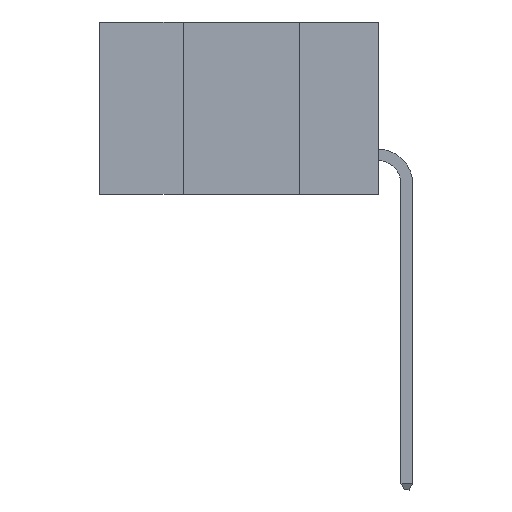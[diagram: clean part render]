
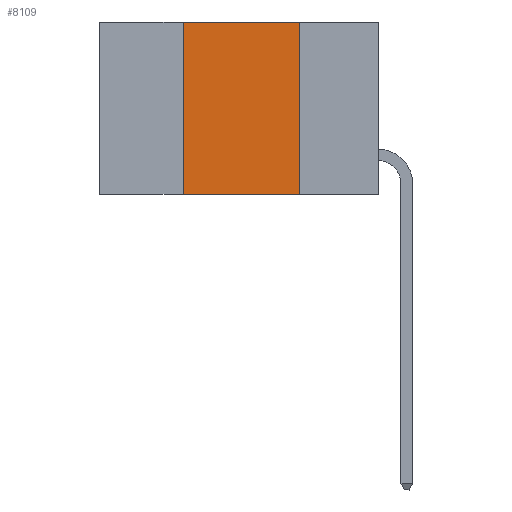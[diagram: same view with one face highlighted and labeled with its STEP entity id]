
A CAD part, left-side view. The second image highlights one B-rep face of the part: STEP entity #8109.
In plain terms, the highlighted planar face has unit normal (-1, 0, 0).
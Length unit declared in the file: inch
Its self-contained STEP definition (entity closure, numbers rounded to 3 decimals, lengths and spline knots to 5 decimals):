
#1 = EDGE_CURVE ( 'NONE', #8984, #1833, #5694, .T. ) ;
#6 = VECTOR ( 'NONE', #8974, 39.37008 ) ;
#46 = PLANE ( 'NONE',  #2242 ) ;
#303 = VERTEX_POINT ( 'NONE', #4671 ) ;
#665 = CARTESIAN_POINT ( 'NONE',  ( 0., 0.42, 0. ) ) ;
#893 = VERTEX_POINT ( 'NONE', #665 ) ;
#901 = EDGE_LOOP ( 'NONE', ( #8171, #2761, #4231, #2321 ) ) ;
#1712 = CARTESIAN_POINT ( 'NONE',  ( 0., 0.6, -0.37 ) ) ;
#1739 = DIRECTION ( 'NONE',  ( 0., -1., 0. ) ) ;
#1833 = VERTEX_POINT ( 'NONE', #7439 ) ;
#2189 = DIRECTION ( 'NONE',  ( 1., 0., 0. ) ) ;
#2242 = AXIS2_PLACEMENT_3D ( 'NONE', #6889, #2189, #2254 ) ;
#2254 = DIRECTION ( 'NONE',  ( 0., 0., -1. ) ) ;
#2321 = ORIENTED_EDGE ( 'NONE', *, *, #1, .T. ) ;
#2586 = DIRECTION ( 'NONE',  ( 0., -1., 0. ) ) ;
#2679 = CARTESIAN_POINT ( 'NONE',  ( 0., 0.42, 0. ) ) ;
#2761 = ORIENTED_EDGE ( 'NONE', *, *, #8356, .F. ) ;
#3239 = CARTESIAN_POINT ( 'NONE',  ( 0., 0.6, 0. ) ) ;
#3634 = CARTESIAN_POINT ( 'NONE',  ( 0., 0.17, 0. ) ) ;
#3933 = FACE_OUTER_BOUND ( 'NONE', #901, .T. ) ;
#4231 = ORIENTED_EDGE ( 'NONE', *, *, #7103, .F. ) ;
#4671 = CARTESIAN_POINT ( 'NONE',  ( 0., 0.17, 0. ) ) ;
#5163 = VECTOR ( 'NONE', #2586, 39.37008 ) ;
#5639 = LINE ( 'NONE', #3239, #5163 ) ;
#5694 = LINE ( 'NONE', #1712, #7771 ) ;
#6645 = VECTOR ( 'NONE', #8848, 39.37008 ) ;
#6811 = CARTESIAN_POINT ( 'NONE',  ( 0., 0.42, -0.37 ) ) ;
#6887 = LINE ( 'NONE', #3634, #6 ) ;
#6889 = CARTESIAN_POINT ( 'NONE',  ( 0., 0.6, 0. ) ) ;
#7103 = EDGE_CURVE ( 'NONE', #8984, #893, #8800, .T. ) ;
#7439 = CARTESIAN_POINT ( 'NONE',  ( 0., 0.17, -0.37 ) ) ;
#7771 = VECTOR ( 'NONE', #1739, 39.37008 ) ;
#8109 = ADVANCED_FACE ( 'NONE', ( #3933 ), #46, .F. ) ;
#8171 = ORIENTED_EDGE ( 'NONE', *, *, #9445, .F. ) ;
#8356 = EDGE_CURVE ( 'NONE', #893, #303, #5639, .T. ) ;
#8800 = LINE ( 'NONE', #2679, #6645 ) ;
#8848 = DIRECTION ( 'NONE',  ( 0., 0., 1. ) ) ;
#8974 = DIRECTION ( 'NONE',  ( 0., 0., -1. ) ) ;
#8984 = VERTEX_POINT ( 'NONE', #6811 ) ;
#9445 = EDGE_CURVE ( 'NONE', #303, #1833, #6887, .T. ) ;
